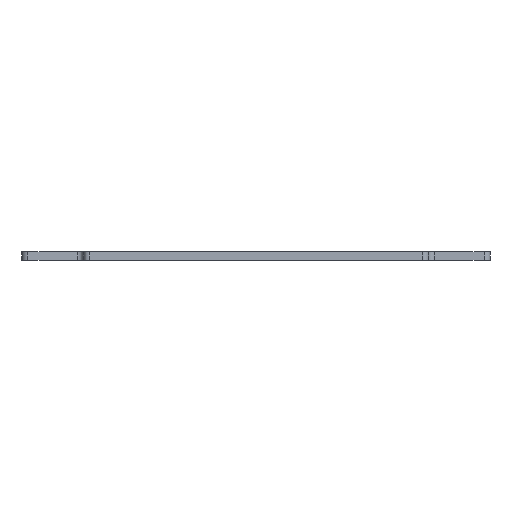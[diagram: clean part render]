
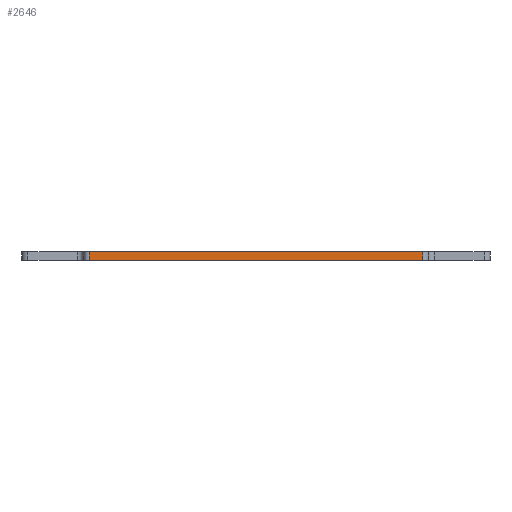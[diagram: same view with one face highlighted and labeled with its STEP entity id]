
A CAD part, front view. The second image highlights one B-rep face of the part: STEP entity #2646.
In plain terms, the highlighted planar face has unit normal (0, -1, 0).
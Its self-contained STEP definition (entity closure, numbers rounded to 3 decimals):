
#261 = VERTEX_POINT ( 'NONE', #2140 ) ;
#382 = CARTESIAN_POINT ( 'NONE',  ( 28.5, 0., 0. ) ) ;
#454 = VECTOR ( 'NONE', #568, 1000. ) ;
#532 = LINE ( 'NONE', #2963, #1056 ) ;
#568 = DIRECTION ( 'NONE',  ( 1., 0., 0. ) ) ;
#703 = PLANE ( 'NONE',  #1201 ) ;
#849 = DIRECTION ( 'NONE',  ( 0., 0., -1. ) ) ;
#901 = CARTESIAN_POINT ( 'NONE',  ( -28.5, 0., 1.5 ) ) ;
#978 = EDGE_LOOP ( 'NONE', ( #1512, #1892, #1268, #1354 ) ) ;
#1056 = VECTOR ( 'NONE', #849, 1000. ) ;
#1070 = DIRECTION ( 'NONE',  ( 0., 0., -1. ) ) ;
#1090 = VECTOR ( 'NONE', #1450, 1000. ) ;
#1201 = AXIS2_PLACEMENT_3D ( 'NONE', #1721, #2218, #1963 ) ;
#1216 = VECTOR ( 'NONE', #1070, 1000. ) ;
#1268 = ORIENTED_EDGE ( 'NONE', *, *, #2666, .F. ) ;
#1354 = ORIENTED_EDGE ( 'NONE', *, *, #3059, .T. ) ;
#1450 = DIRECTION ( 'NONE',  ( 1., 0., 0. ) ) ;
#1478 = VERTEX_POINT ( 'NONE', #901 ) ;
#1512 = ORIENTED_EDGE ( 'NONE', *, *, #3185, .T. ) ;
#1571 = CARTESIAN_POINT ( 'NONE',  ( 0., 0., 0. ) ) ;
#1721 = CARTESIAN_POINT ( 'NONE',  ( 0., 0., 1.5 ) ) ;
#1791 = FACE_OUTER_BOUND ( 'NONE', #978, .T. ) ;
#1892 = ORIENTED_EDGE ( 'NONE', *, *, #2602, .F. ) ;
#1963 = DIRECTION ( 'NONE',  ( 0., 0., 1. ) ) ;
#1974 = LINE ( 'NONE', #2769, #1090 ) ;
#2130 = VERTEX_POINT ( 'NONE', #382 ) ;
#2136 = CARTESIAN_POINT ( 'NONE',  ( -28.5, 0., 1.5 ) ) ;
#2140 = CARTESIAN_POINT ( 'NONE',  ( 28.5, 0., 1.5 ) ) ;
#2154 = LINE ( 'NONE', #2136, #1216 ) ;
#2218 = DIRECTION ( 'NONE',  ( 0., 1., 0. ) ) ;
#2324 = CARTESIAN_POINT ( 'NONE',  ( -28.5, 0., 0. ) ) ;
#2602 = EDGE_CURVE ( 'NONE', #261, #2130, #532, .T. ) ;
#2646 = ADVANCED_FACE ( 'NONE', ( #1791 ), #703, .F. ) ;
#2666 = EDGE_CURVE ( 'NONE', #1478, #261, #1974, .T. ) ;
#2769 = CARTESIAN_POINT ( 'NONE',  ( 0., 0., 1.5 ) ) ;
#2796 = LINE ( 'NONE', #1571, #454 ) ;
#2962 = VERTEX_POINT ( 'NONE', #2324 ) ;
#2963 = CARTESIAN_POINT ( 'NONE',  ( 28.5, 0., 1.5 ) ) ;
#3059 = EDGE_CURVE ( 'NONE', #1478, #2962, #2154, .T. ) ;
#3185 = EDGE_CURVE ( 'NONE', #2962, #2130, #2796, .T. ) ;
